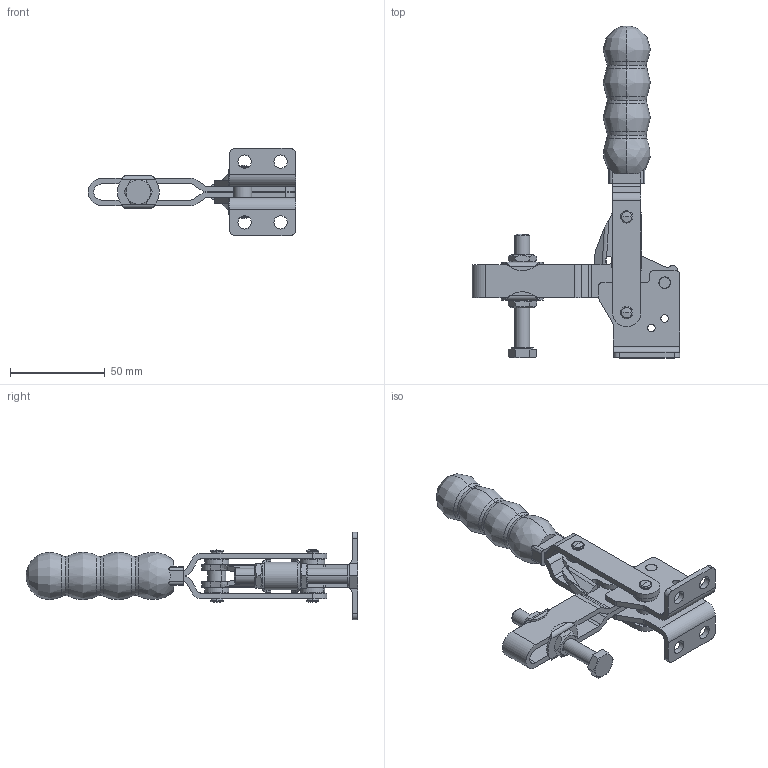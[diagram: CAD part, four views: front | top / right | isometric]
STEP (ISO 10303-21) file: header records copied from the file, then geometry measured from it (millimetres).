
FILE_DESCRIPTION((''),'2;1');
FILE_NAME('MG85UB.stp','2009-11-06T11:20:13',('David'),(''),'Autodesk Inventor 8','Autodesk Inventor 8','');
FILE_SCHEMA(('AUTOMOTIVE_DESIGN { 1 0 10303 214 1 1 1 1 }'));
Length unit declared in the file: millimetre
Products named in the file (7): MG85UB; MG85 B SIDEPLATE ASSEMBLY; MG85 HANDLE ASSEMBLY; MG85 LINK ASSEMBLY; MG85 U-BAR ASSEMBLY; ISO 4017  (Regular Thread) M8 x 60; MG85 FLANGED WASHER ASSEMBLY
Assembly tree (6 placements, depth 2):
  MG85UB
    MG85 B SIDEPLATE ASSEMBLY
    MG85 HANDLE ASSEMBLY
    MG85 LINK ASSEMBLY
    MG85 U-BAR ASSEMBLY
    ISO 4017  (Regular Thread) M8 x 60
    MG85 FLANGED WASHER ASSEMBLY
Bounding box: 109.57 x 175.13 x 46 mm (x, y, z)
Volume: 76590.7 mm3; surface area: 42694.8 mm2
Topology: 7 solids, 7 shells, 696 faces, 1974 edges, 1307 vertices
Faces by surface type: plane 334, cylinder 193, bspline 103, cone 46, torus 16, sphere 4
Entity records: 26636 total; most frequent: CARTESIAN_POINT 8201, ORIENTED_EDGE 3928, DIRECTION 3824, EDGE_CURVE 1964, AXIS2_PLACEMENT_3D 1342, VERTEX_POINT 1307, VECTOR 1140, LINE 1140
